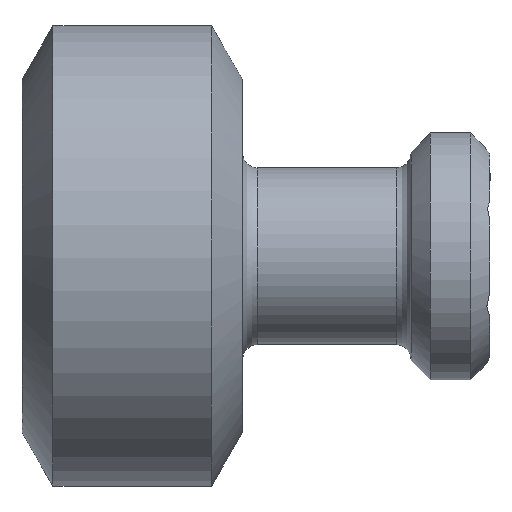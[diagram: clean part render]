
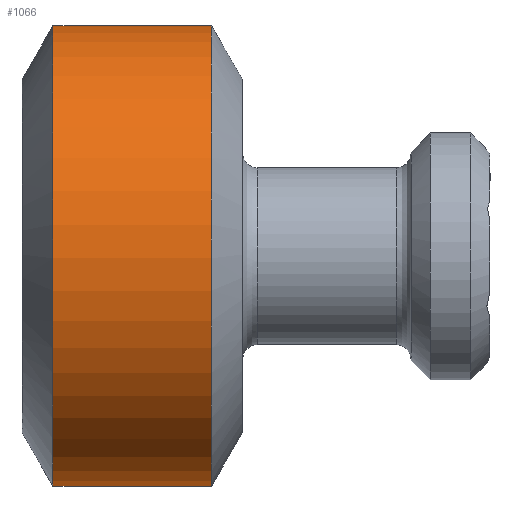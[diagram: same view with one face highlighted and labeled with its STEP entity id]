
A CAD part, front view. The second image highlights one B-rep face of the part: STEP entity #1066.
In plain terms, the highlighted free-form (B-spline) face has degree [2, 1] with [7, 2] control points.
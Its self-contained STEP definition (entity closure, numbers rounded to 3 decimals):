
#733 = EDGE_CURVE('',#734,#734,#736,.T.);
#734 = VERTEX_POINT('',#735);
#735 = CARTESIAN_POINT('',(5.811,0.,3.188));
#736 = ( BOUNDED_CURVE() B_SPLINE_CURVE(2,(#737,#738,#739,#740,#741,#742
,#743),.UNSPECIFIED.,.T.,.F.) B_SPLINE_CURVE_WITH_KNOTS((1,2,2,2,2,1),(
    -2.094,0.,2.094,4.189,6.283,
8.378),.UNSPECIFIED.) CURVE() GEOMETRIC_REPRESENTATION_ITEM() 
RATIONAL_B_SPLINE_CURVE((1.,0.5,1.,0.5,1.,0.5,1.)) REPRESENTATION_ITEM(
  '') );
#737 = CARTESIAN_POINT('',(5.811,0.,3.188));
#738 = CARTESIAN_POINT('',(5.811,5.522,3.188)
  );
#739 = CARTESIAN_POINT('',(5.811,2.761,-1.594
    ));
#740 = CARTESIAN_POINT('',(5.811,0.,
    -6.376));
#741 = CARTESIAN_POINT('',(5.811,-2.761,
    -1.594));
#742 = CARTESIAN_POINT('',(5.811,-5.522,3.188)
  );
#743 = CARTESIAN_POINT('',(5.811,0.,3.188));
#859 = VERTEX_POINT('',#860);
#860 = CARTESIAN_POINT('',(8.004,0.,3.188));
#865 = EDGE_CURVE('',#859,#859,#866,.T.);
#866 = ( BOUNDED_CURVE() B_SPLINE_CURVE(2,(#867,#868,#869,#870,#871,#872
,#873),.UNSPECIFIED.,.T.,.F.) B_SPLINE_CURVE_WITH_KNOTS((1,2,2,2,2,1),(
    -2.094,0.,2.094,4.189,6.283,
8.378),.UNSPECIFIED.) CURVE() GEOMETRIC_REPRESENTATION_ITEM() 
RATIONAL_B_SPLINE_CURVE((1.,0.5,1.,0.5,1.,0.5,1.)) REPRESENTATION_ITEM(
  '') );
#867 = CARTESIAN_POINT('',(8.004,0.,3.188));
#868 = CARTESIAN_POINT('',(8.004,5.522,3.188)
  );
#869 = CARTESIAN_POINT('',(8.004,2.761,-1.594
    ));
#870 = CARTESIAN_POINT('',(8.004,0.,
    -6.376));
#871 = CARTESIAN_POINT('',(8.004,-2.761,
    -1.594));
#872 = CARTESIAN_POINT('',(8.004,-5.522,3.188)
  );
#873 = CARTESIAN_POINT('',(8.004,0.,3.188));
#1066 = ADVANCED_FACE('',(#1067),#1077,.T.);
#1067 = FACE_BOUND('',#1068,.T.);
#1068 = EDGE_LOOP('',(#1069,#1070,#1075,#1076));
#1069 = ORIENTED_EDGE('',*,*,#865,.T.);
#1070 = ORIENTED_EDGE('',*,*,#1071,.F.);
#1071 = EDGE_CURVE('',#734,#859,#1072,.T.);
#1072 = B_SPLINE_CURVE_WITH_KNOTS('',1,(#1073,#1074),.UNSPECIFIED.,.F.,
  .F.,(2,2),(-7.415,-4.725),.PIECEWISE_BEZIER_KNOTS.);
#1073 = CARTESIAN_POINT('',(5.811,0.,
    3.188));
#1074 = CARTESIAN_POINT('',(8.004,0.,
    3.188));
#1075 = ORIENTED_EDGE('',*,*,#733,.F.);
#1076 = ORIENTED_EDGE('',*,*,#1071,.T.);
#1077 = ( BOUNDED_SURFACE() B_SPLINE_SURFACE(2,1,(
    (#1078,#1079)
    ,(#1080,#1081)
    ,(#1082,#1083)
    ,(#1084,#1085)
    ,(#1086,#1087)
    ,(#1088,#1089)
    ,(#1090,#1091
)),.UNSPECIFIED.,.T.,.F.,.F.) B_SPLINE_SURFACE_WITH_KNOTS((1,2,2,2,2,1),
  (2,2),(-2.094,0.,2.094,4.189,6.283,
    8.378),(-7.415,-4.725),.UNSPECIFIED.) 
GEOMETRIC_REPRESENTATION_ITEM() RATIONAL_B_SPLINE_SURFACE((
    (1.,1.)
    ,(0.5,0.5)
    ,(1.,1.)
    ,(0.5,0.5)
    ,(1.,1.)
    ,(0.5,0.5)
,(1.,1.))) REPRESENTATION_ITEM('') SURFACE() );
#1078 = CARTESIAN_POINT('',(5.811,0.,3.188));
#1079 = CARTESIAN_POINT('',(8.004,0.,3.188));
#1080 = CARTESIAN_POINT('',(5.811,-5.522,3.188
    ));
#1081 = CARTESIAN_POINT('',(8.004,-5.522,3.188
    ));
#1082 = CARTESIAN_POINT('',(5.811,-2.761,
    -1.594));
#1083 = CARTESIAN_POINT('',(8.004,-2.761,
    -1.594));
#1084 = CARTESIAN_POINT('',(5.811,0.,
    -6.376));
#1085 = CARTESIAN_POINT('',(8.004,0.,
    -6.376));
#1086 = CARTESIAN_POINT('',(5.811,2.761,
    -1.594));
#1087 = CARTESIAN_POINT('',(8.004,2.761,
    -1.594));
#1088 = CARTESIAN_POINT('',(5.811,5.522,3.188)
  );
#1089 = CARTESIAN_POINT('',(8.004,5.522,3.188)
  );
#1090 = CARTESIAN_POINT('',(5.811,0.,3.188));
#1091 = CARTESIAN_POINT('',(8.004,0.,3.188));
